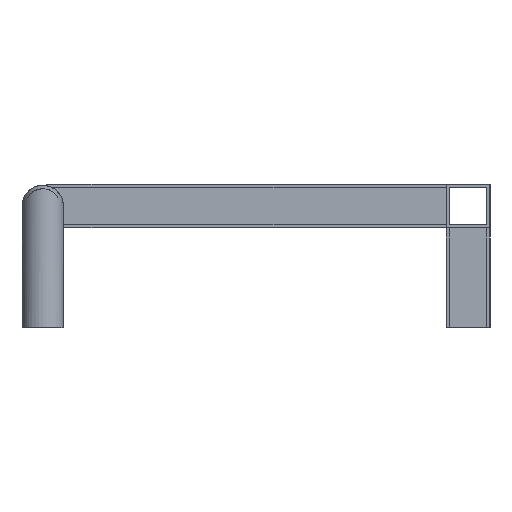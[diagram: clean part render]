
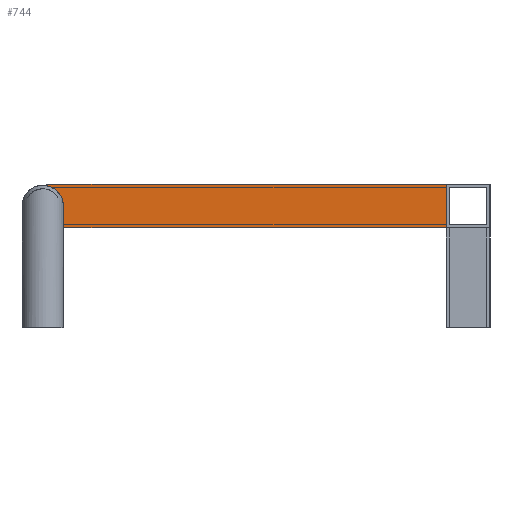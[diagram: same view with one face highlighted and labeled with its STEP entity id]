
A CAD part, left-side view. The second image highlights one B-rep face of the part: STEP entity #744.
In plain terms, the highlighted planar face has unit normal (-1, 0, 0).
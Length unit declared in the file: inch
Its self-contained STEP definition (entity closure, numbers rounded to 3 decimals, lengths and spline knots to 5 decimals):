
#43=CIRCLE('',#967,0.83);
#104=FACE_OUTER_BOUND('',#150,.T.);
#150=EDGE_LOOP('',(#537,#538,#539,#540,#541,#542));
#208=LINE('',#1286,#282);
#211=LINE('',#1292,#285);
#212=LINE('',#1294,#286);
#213=LINE('',#1298,#287);
#214=LINE('',#1299,#288);
#282=VECTOR('',#1080,39.37008);
#285=VECTOR('',#1085,39.37008);
#286=VECTOR('',#1086,39.37008);
#287=VECTOR('',#1089,39.37008);
#288=VECTOR('',#1090,39.37008);
#352=VERTEX_POINT('',#1283);
#353=VERTEX_POINT('',#1285);
#355=VERTEX_POINT('',#1291);
#356=VERTEX_POINT('',#1293);
#357=VERTEX_POINT('',#1295);
#358=VERTEX_POINT('',#1297);
#420=EDGE_CURVE('',#352,#353,#208,.T.);
#423=EDGE_CURVE('',#355,#353,#211,.T.);
#424=EDGE_CURVE('',#352,#356,#212,.T.);
#425=EDGE_CURVE('',#356,#357,#43,.T.);
#426=EDGE_CURVE('',#358,#357,#213,.T.);
#427=EDGE_CURVE('',#358,#355,#214,.T.);
#537=ORIENTED_EDGE('',*,*,#423,.T.);
#538=ORIENTED_EDGE('',*,*,#420,.F.);
#539=ORIENTED_EDGE('',*,*,#424,.T.);
#540=ORIENTED_EDGE('',*,*,#425,.T.);
#541=ORIENTED_EDGE('',*,*,#426,.F.);
#542=ORIENTED_EDGE('',*,*,#427,.T.);
#662=PLANE('',#966);
#744=ADVANCED_FACE('',(#104),#662,.T.);
#966=AXIS2_PLACEMENT_3D('',#1290,#1083,#1084);
#967=AXIS2_PLACEMENT_3D('',#1296,#1087,#1088);
#1080=DIRECTION('',(0.,0.,-1.));
#1083=DIRECTION('center_axis',(-1.,0.,0.));
#1084=DIRECTION('ref_axis',(0.,-1.,0.));
#1085=DIRECTION('',(0.,-1.,0.));
#1086=DIRECTION('',(0.,1.,0.));
#1087=DIRECTION('center_axis',(1.,0.,0.));
#1088=DIRECTION('ref_axis',(0.,0.,1.));
#1089=DIRECTION('',(0.,-1.,0.));
#1090=DIRECTION('',(0.,0.,-1.));
#1283=CARTESIAN_POINT('',(26.,-1.75,17.75));
#1285=CARTESIAN_POINT('',(26.,-1.75,1.75));
#1286=CARTESIAN_POINT('',(26.,-1.75,17.75));
#1290=CARTESIAN_POINT('Origin',(26.,-0.875,17.75));
#1291=CARTESIAN_POINT('',(26.,0.,1.75));
#1292=CARTESIAN_POINT('',(26.,-0.875,1.75));
#1293=CARTESIAN_POINT('',(26.,-1.6874,17.75));
#1294=CARTESIAN_POINT('',(26.,-0.875,17.75));
#1295=CARTESIAN_POINT('',(26.,-0.0626,17.75));
#1296=CARTESIAN_POINT('Origin',(26.,-0.875,17.92));
#1297=CARTESIAN_POINT('',(26.,0.,17.75));
#1298=CARTESIAN_POINT('',(26.,-0.875,17.75));
#1299=CARTESIAN_POINT('',(26.,0.,17.75));
